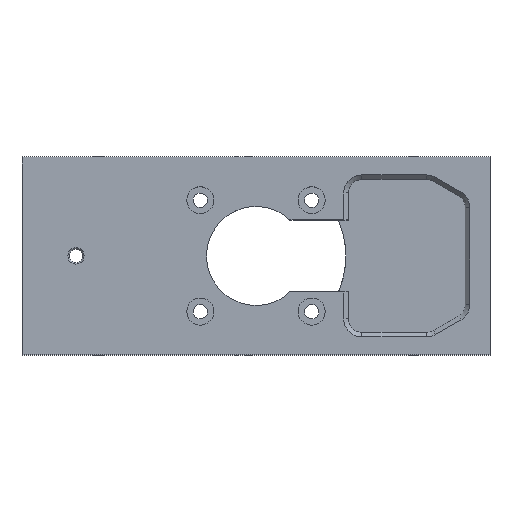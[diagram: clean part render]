
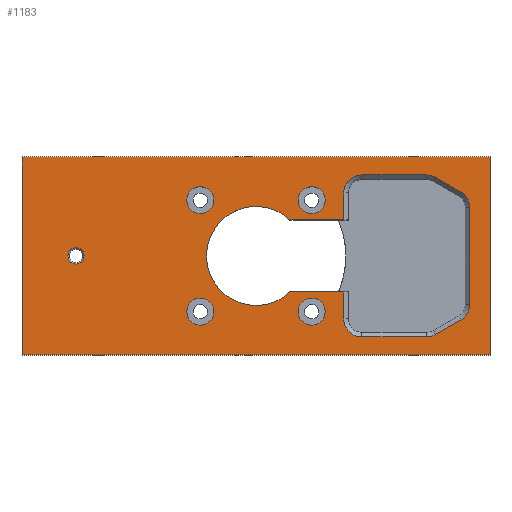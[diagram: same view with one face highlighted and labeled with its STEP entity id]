
A CAD part, top view. The second image highlights one B-rep face of the part: STEP entity #1183.
In plain terms, the highlighted planar face has unit normal (0, 0, 1).
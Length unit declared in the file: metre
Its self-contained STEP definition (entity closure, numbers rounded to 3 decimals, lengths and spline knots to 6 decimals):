
#83=CIRCLE('',#1296,0.0018);
#84=CIRCLE('',#1297,0.004);
#85=CIRCLE('',#1298,0.011);
#86=CIRCLE('',#1299,0.004);
#87=CIRCLE('',#1300,0.004);
#88=CIRCLE('',#1301,0.004);
#89=CIRCLE('',#1302,0.004);
#90=CIRCLE('',#1303,0.004);
#91=CIRCLE('',#1304,0.003);
#92=CIRCLE('',#1305,0.003);
#93=CIRCLE('',#1306,0.003);
#94=CIRCLE('',#1307,0.003);
#194=ORIENTED_EDGE('',*,*,#480,.T.);
#195=ORIENTED_EDGE('',*,*,#481,.T.);
#196=ORIENTED_EDGE('',*,*,#482,.T.);
#197=ORIENTED_EDGE('',*,*,#432,.F.);
#198=ORIENTED_EDGE('',*,*,#483,.F.);
#199=ORIENTED_EDGE('',*,*,#441,.T.);
#200=ORIENTED_EDGE('',*,*,#484,.T.);
#201=ORIENTED_EDGE('',*,*,#485,.T.);
#202=ORIENTED_EDGE('',*,*,#486,.T.);
#203=ORIENTED_EDGE('',*,*,#487,.T.);
#204=ORIENTED_EDGE('',*,*,#488,.T.);
#205=ORIENTED_EDGE('',*,*,#489,.T.);
#206=ORIENTED_EDGE('',*,*,#490,.T.);
#207=ORIENTED_EDGE('',*,*,#491,.T.);
#208=ORIENTED_EDGE('',*,*,#492,.T.);
#209=ORIENTED_EDGE('',*,*,#493,.T.);
#210=ORIENTED_EDGE('',*,*,#494,.T.);
#211=ORIENTED_EDGE('',*,*,#495,.T.);
#212=ORIENTED_EDGE('',*,*,#496,.T.);
#213=ORIENTED_EDGE('',*,*,#497,.T.);
#214=ORIENTED_EDGE('',*,*,#498,.T.);
#215=ORIENTED_EDGE('',*,*,#471,.T.);
#216=ORIENTED_EDGE('',*,*,#479,.F.);
#217=ORIENTED_EDGE('',*,*,#459,.F.);
#218=ORIENTED_EDGE('',*,*,#465,.T.);
#432=EDGE_CURVE('',#580,#581,#697,.T.);
#441=EDGE_CURVE('',#590,#589,#706,.T.);
#459=EDGE_CURVE('',#609,#606,#714,.T.);
#465=EDGE_CURVE('',#609,#615,#718,.T.);
#471=EDGE_CURVE('',#615,#619,#722,.T.);
#479=EDGE_CURVE('',#606,#619,#726,.T.);
#480=EDGE_CURVE('',#626,#626,#83,.F.);
#481=EDGE_CURVE('',#627,#628,#84,.F.);
#482=EDGE_CURVE('',#628,#581,#727,.T.);
#483=EDGE_CURVE('',#590,#580,#85,.T.);
#484=EDGE_CURVE('',#589,#629,#728,.T.);
#485=EDGE_CURVE('',#629,#630,#86,.F.);
#486=EDGE_CURVE('',#630,#631,#729,.T.);
#487=EDGE_CURVE('',#631,#632,#87,.F.);
#488=EDGE_CURVE('',#632,#633,#730,.T.);
#489=EDGE_CURVE('',#633,#634,#88,.F.);
#490=EDGE_CURVE('',#634,#635,#731,.T.);
#491=EDGE_CURVE('',#635,#636,#89,.F.);
#492=EDGE_CURVE('',#636,#637,#732,.T.);
#493=EDGE_CURVE('',#637,#638,#90,.F.);
#494=EDGE_CURVE('',#638,#627,#733,.T.);
#495=EDGE_CURVE('',#639,#639,#91,.T.);
#496=EDGE_CURVE('',#640,#640,#92,.T.);
#497=EDGE_CURVE('',#641,#641,#93,.T.);
#498=EDGE_CURVE('',#642,#642,#94,.T.);
#580=VERTEX_POINT('',#1801);
#581=VERTEX_POINT('',#1802);
#589=VERTEX_POINT('',#1819);
#590=VERTEX_POINT('',#1821);
#606=VERTEX_POINT('',#1861);
#609=VERTEX_POINT('',#1866);
#615=VERTEX_POINT('',#1879);
#619=VERTEX_POINT('',#1890);
#626=VERTEX_POINT('',#1909);
#627=VERTEX_POINT('',#1911);
#628=VERTEX_POINT('',#1912);
#629=VERTEX_POINT('',#1916);
#630=VERTEX_POINT('',#1918);
#631=VERTEX_POINT('',#1920);
#632=VERTEX_POINT('',#1922);
#633=VERTEX_POINT('',#1924);
#634=VERTEX_POINT('',#1926);
#635=VERTEX_POINT('',#1928);
#636=VERTEX_POINT('',#1930);
#637=VERTEX_POINT('',#1932);
#638=VERTEX_POINT('',#1934);
#639=VERTEX_POINT('',#1937);
#640=VERTEX_POINT('',#1939);
#641=VERTEX_POINT('',#1941);
#642=VERTEX_POINT('',#1943);
#697=LINE('',#1800,#774);
#706=LINE('',#1820,#783);
#714=LINE('',#1867,#791);
#718=LINE('',#1880,#795);
#722=LINE('',#1891,#799);
#726=LINE('',#1906,#803);
#727=LINE('',#1913,#804);
#728=LINE('',#1915,#805);
#729=LINE('',#1919,#806);
#730=LINE('',#1923,#807);
#731=LINE('',#1927,#808);
#732=LINE('',#1931,#809);
#733=LINE('',#1935,#810);
#774=VECTOR('',#1419,1.);
#783=VECTOR('',#1430,1.);
#791=VECTOR('',#1476,1.);
#795=VECTOR('',#1486,1.);
#799=VECTOR('',#1496,1.);
#803=VECTOR('',#1510,1.);
#804=VECTOR('',#1517,1.);
#805=VECTOR('',#1520,1.);
#806=VECTOR('',#1523,1.);
#807=VECTOR('',#1526,1.);
#808=VECTOR('',#1529,1.);
#809=VECTOR('',#1532,1.);
#810=VECTOR('',#1535,1.);
#881=EDGE_LOOP('',(#194));
#882=EDGE_LOOP('',(#195,#196,#197,#198,#199,#200,#201,#202,#203,#204,#205,
#206,#207,#208,#209,#210));
#883=EDGE_LOOP('',(#211));
#884=EDGE_LOOP('',(#212));
#885=EDGE_LOOP('',(#213));
#886=EDGE_LOOP('',(#214));
#887=EDGE_LOOP('',(#215,#216,#217,#218));
#1022=FACE_BOUND('',#881,.T.);
#1023=FACE_BOUND('',#882,.T.);
#1024=FACE_BOUND('',#883,.T.);
#1025=FACE_BOUND('',#884,.T.);
#1026=FACE_BOUND('',#885,.T.);
#1027=FACE_BOUND('',#886,.T.);
#1028=FACE_BOUND('',#887,.T.);
#1143=PLANE('',#1295);
#1183=ADVANCED_FACE('',(#1022,#1023,#1024,#1025,#1026,#1027,#1028),#1143,
 .T.);
#1295=AXIS2_PLACEMENT_3D('',#1907,#1511,#1512);
#1296=AXIS2_PLACEMENT_3D('',#1908,#1513,#1514);
#1297=AXIS2_PLACEMENT_3D('',#1910,#1515,#1516);
#1298=AXIS2_PLACEMENT_3D('',#1914,#1518,#1519);
#1299=AXIS2_PLACEMENT_3D('',#1917,#1521,#1522);
#1300=AXIS2_PLACEMENT_3D('',#1921,#1524,#1525);
#1301=AXIS2_PLACEMENT_3D('',#1925,#1527,#1528);
#1302=AXIS2_PLACEMENT_3D('',#1929,#1530,#1531);
#1303=AXIS2_PLACEMENT_3D('',#1933,#1533,#1534);
#1304=AXIS2_PLACEMENT_3D('',#1936,#1536,#1537);
#1305=AXIS2_PLACEMENT_3D('',#1938,#1538,#1539);
#1306=AXIS2_PLACEMENT_3D('',#1940,#1540,#1541);
#1307=AXIS2_PLACEMENT_3D('',#1942,#1542,#1543);
#1419=DIRECTION('',(1.,0.,0.));
#1430=DIRECTION('',(1.,0.,0.));
#1476=DIRECTION('',(1.,0.,0.));
#1486=DIRECTION('',(0.,-1.,0.));
#1496=DIRECTION('',(1.,0.,0.));
#1510=DIRECTION('',(0.,-1.,0.));
#1511=DIRECTION('',(0.,0.,1.));
#1512=DIRECTION('',(1.,0.,0.));
#1513=DIRECTION('',(0.,0.,1.));
#1514=DIRECTION('',(1.,0.,0.));
#1515=DIRECTION('',(0.,0.,1.));
#1516=DIRECTION('',(1.,0.,0.));
#1517=DIRECTION('',(0.,1.,0.));
#1518=DIRECTION('',(0.,0.,1.));
#1519=DIRECTION('',(1.,0.,0.));
#1520=DIRECTION('',(0.,1.,0.));
#1521=DIRECTION('',(0.,0.,1.));
#1522=DIRECTION('',(1.,0.,0.));
#1523=DIRECTION('',(1.,0.,0.));
#1524=DIRECTION('',(0.,0.,1.));
#1525=DIRECTION('',(1.,0.,0.));
#1526=DIRECTION('',(0.866,-0.5,0.));
#1527=DIRECTION('',(0.,0.,1.));
#1528=DIRECTION('',(1.,0.,0.));
#1529=DIRECTION('',(0.,-1.,0.));
#1530=DIRECTION('',(0.,0.,1.));
#1531=DIRECTION('',(1.,0.,0.));
#1532=DIRECTION('',(-0.866,-0.5,0.));
#1533=DIRECTION('',(0.,0.,1.));
#1534=DIRECTION('',(1.,0.,0.));
#1535=DIRECTION('',(-1.,0.,0.));
#1536=DIRECTION('',(0.,0.,-1.));
#1537=DIRECTION('',(-1.,0.,0.));
#1538=DIRECTION('',(0.,0.,-1.));
#1539=DIRECTION('',(-1.,0.,0.));
#1540=DIRECTION('',(0.,0.,-1.));
#1541=DIRECTION('',(-1.,0.,0.));
#1542=DIRECTION('',(0.,0.,-1.));
#1543=DIRECTION('',(-1.,0.,0.));
#1800=CARTESIAN_POINT('',(0.0225,-0.008,0.009));
#1801=CARTESIAN_POINT('',(0.00755,-0.008,0.009));
#1802=CARTESIAN_POINT('',(0.0195,-0.008,0.009));
#1819=CARTESIAN_POINT('',(0.0195,0.008,0.009));
#1820=CARTESIAN_POINT('',(0.0225,0.008,0.009));
#1821=CARTESIAN_POINT('',(0.00755,0.008,0.009));
#1861=CARTESIAN_POINT('',(0.052,0.022,0.009));
#1866=CARTESIAN_POINT('',(-0.052,0.022,0.009));
#1867=CARTESIAN_POINT('',(0.,0.022,0.009));
#1879=CARTESIAN_POINT('',(-0.052,-0.022,0.009));
#1880=CARTESIAN_POINT('',(-0.052,0.,0.009));
#1890=CARTESIAN_POINT('',(0.052,-0.022,0.009));
#1891=CARTESIAN_POINT('',(0.,-0.022,0.009));
#1906=CARTESIAN_POINT('',(0.052,0.,0.009));
#1907=CARTESIAN_POINT('',(0.,0.,0.009));
#1908=CARTESIAN_POINT('',(-0.04,0.,0.009));
#1909=CARTESIAN_POINT('',(-0.0382,0.,0.009));
#1910=CARTESIAN_POINT('',(0.0235,-0.014,0.009));
#1911=CARTESIAN_POINT('',(0.0235,-0.018,0.009));
#1912=CARTESIAN_POINT('',(0.0195,-0.014,0.009));
#1913=CARTESIAN_POINT('',(0.0195,-0.008,0.009));
#1914=CARTESIAN_POINT('',(0.,0.,0.009));
#1915=CARTESIAN_POINT('',(0.0195,0.014,0.009));
#1916=CARTESIAN_POINT('',(0.0195,0.014,0.009));
#1917=CARTESIAN_POINT('',(0.0235,0.014,0.009));
#1918=CARTESIAN_POINT('',(0.0235,0.018,0.009));
#1919=CARTESIAN_POINT('',(0.,0.018,0.009));
#1920=CARTESIAN_POINT('',(0.037902,0.018,0.009));
#1921=CARTESIAN_POINT('',(0.037902,0.014,0.009));
#1922=CARTESIAN_POINT('',(0.039902,0.017464,0.009));
#1923=CARTESIAN_POINT('',(0.0455,0.014232,0.009));
#1924=CARTESIAN_POINT('',(0.0455,0.014232,0.009));
#1925=CARTESIAN_POINT('',(0.0435,0.010768,0.009));
#1926=CARTESIAN_POINT('',(0.0475,0.010768,0.009));
#1927=CARTESIAN_POINT('',(0.0475,0.,0.009));
#1928=CARTESIAN_POINT('',(0.0475,-0.010768,0.009));
#1929=CARTESIAN_POINT('',(0.0435,-0.010768,0.009));
#1930=CARTESIAN_POINT('',(0.0455,-0.014232,0.009));
#1931=CARTESIAN_POINT('',(0.039902,-0.017464,0.009));
#1932=CARTESIAN_POINT('',(0.039902,-0.017464,0.009));
#1933=CARTESIAN_POINT('',(0.037902,-0.014,0.009));
#1934=CARTESIAN_POINT('',(0.037902,-0.018,0.009));
#1935=CARTESIAN_POINT('',(0.0235,-0.018,0.009));
#1936=CARTESIAN_POINT('',(-0.012374,-0.012374,0.009));
#1937=CARTESIAN_POINT('',(-0.015374,-0.012374,0.009));
#1938=CARTESIAN_POINT('',(0.012374,-0.012374,0.009));
#1939=CARTESIAN_POINT('',(0.009374,-0.012374,0.009));
#1940=CARTESIAN_POINT('',(0.012374,0.012374,0.009));
#1941=CARTESIAN_POINT('',(0.009374,0.012374,0.009));
#1942=CARTESIAN_POINT('',(-0.012374,0.012374,0.009));
#1943=CARTESIAN_POINT('',(-0.015374,0.012374,0.009));
